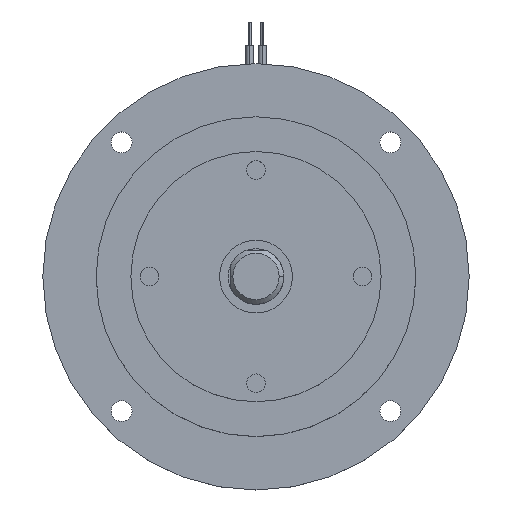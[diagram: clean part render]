
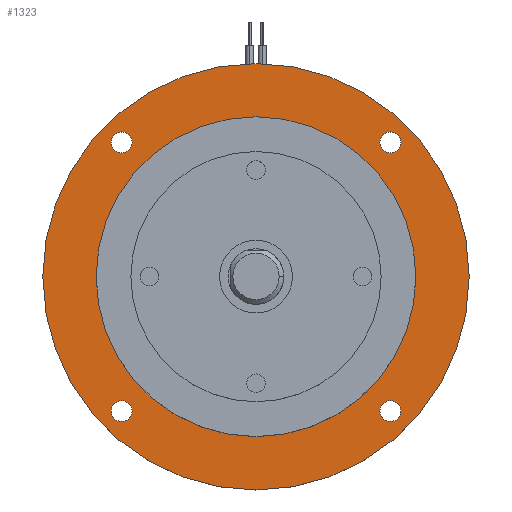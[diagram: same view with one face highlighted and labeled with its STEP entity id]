
A CAD part, top view. The second image highlights one B-rep face of the part: STEP entity #1323.
In plain terms, the highlighted planar face has unit normal (0, 0, 1).
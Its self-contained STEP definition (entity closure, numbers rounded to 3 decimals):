
#19 = DIRECTION ( 'NONE',  ( 1., 0., 0. ) ) ;
#29 = EDGE_CURVE ( 'NONE', #1656, #559, #1891, .T. ) ;
#58 = CIRCLE ( 'NONE', #574, 34.5 ) ;
#68 = CARTESIAN_POINT ( 'NONE',  ( 0., 0., 69. ) ) ;
#83 = ORIENTED_EDGE ( 'NONE', *, *, #1564, .F. ) ;
#84 = DIRECTION ( 'NONE',  ( 0., 0., 1. ) ) ;
#86 = CARTESIAN_POINT ( 'NONE',  ( 0., 0., 69. ) ) ;
#94 = DIRECTION ( 'NONE',  ( 1., 0., 0. ) ) ;
#131 = FACE_BOUND ( 'NONE', #2095, .T. ) ;
#140 = CIRCLE ( 'NONE', #2305, 46. ) ;
#149 = CARTESIAN_POINT ( 'NONE',  ( 28.991, -28.991, 69. ) ) ;
#156 = VERTEX_POINT ( 'NONE', #522 ) ;
#207 = EDGE_CURVE ( 'NONE', #263, #1489, #58, .T. ) ;
#215 = CARTESIAN_POINT ( 'NONE',  ( -28.991, 28.991, 69. ) ) ;
#255 = DIRECTION ( 'NONE',  ( 1., 0., 0. ) ) ;
#263 = VERTEX_POINT ( 'NONE', #963 ) ;
#292 = PLANE ( 'NONE',  #1529 ) ;
#300 = DIRECTION ( 'NONE',  ( 0., 0., 1. ) ) ;
#314 = EDGE_LOOP ( 'NONE', ( #1465, #83 ) ) ;
#315 = VERTEX_POINT ( 'NONE', #2380 ) ;
#334 = ORIENTED_EDGE ( 'NONE', *, *, #790, .T. ) ;
#387 = CIRCLE ( 'NONE', #944, 34.5 ) ;
#422 = CARTESIAN_POINT ( 'NONE',  ( 0., 0., 69. ) ) ;
#430 = EDGE_CURVE ( 'NONE', #315, #2394, #779, .T. ) ;
#435 = DIRECTION ( 'NONE',  ( 1., 0., 0. ) ) ;
#461 = EDGE_CURVE ( 'NONE', #1489, #263, #387, .T. ) ;
#483 = AXIS2_PLACEMENT_3D ( 'NONE', #1169, #2314, #2361 ) ;
#505 = EDGE_LOOP ( 'NONE', ( #1364, #826 ) ) ;
#506 = DIRECTION ( 'NONE',  ( -1., 0., 0. ) ) ;
#511 = CARTESIAN_POINT ( 'NONE',  ( 28.991, 26.741, 69. ) ) ;
#522 = CARTESIAN_POINT ( 'NONE',  ( 28.991, 31.241, 69. ) ) ;
#559 = VERTEX_POINT ( 'NONE', #2400 ) ;
#574 = AXIS2_PLACEMENT_3D ( 'NONE', #86, #2002, #1225 ) ;
#580 = DIRECTION ( 'NONE',  ( 0., 0., 1. ) ) ;
#583 = CARTESIAN_POINT ( 'NONE',  ( -31.241, 28.991, 69. ) ) ;
#587 = CIRCLE ( 'NONE', #483, 2.25 ) ;
#607 = DIRECTION ( 'NONE',  ( 0., 0., 1. ) ) ;
#612 = EDGE_LOOP ( 'NONE', ( #1102, #334 ) ) ;
#618 = AXIS2_PLACEMENT_3D ( 'NONE', #1140, #2358, #2279 ) ;
#657 = CARTESIAN_POINT ( 'NONE',  ( -28.991, -28.991, 69. ) ) ;
#661 = EDGE_CURVE ( 'NONE', #559, #1656, #883, .T. ) ;
#667 = DIRECTION ( 'NONE',  ( 0., 0., 1. ) ) ;
#675 = DIRECTION ( 'NONE',  ( 0., -1., 0. ) ) ;
#682 = VERTEX_POINT ( 'NONE', #1709 ) ;
#689 = CIRCLE ( 'NONE', #2000, 2.25 ) ;
#691 = DIRECTION ( 'NONE',  ( 0., 0., 1. ) ) ;
#706 = VERTEX_POINT ( 'NONE', #583 ) ;
#713 = CARTESIAN_POINT ( 'NONE',  ( 28.991, 28.991, 69. ) ) ;
#742 = EDGE_CURVE ( 'NONE', #767, #1283, #810, .T. ) ;
#767 = VERTEX_POINT ( 'NONE', #1164 ) ;
#779 = CIRCLE ( 'NONE', #1239, 46. ) ;
#786 = EDGE_CURVE ( 'NONE', #682, #706, #2107, .T. ) ;
#790 = EDGE_CURVE ( 'NONE', #2394, #315, #140, .T. ) ;
#810 = CIRCLE ( 'NONE', #618, 2.25 ) ;
#826 = ORIENTED_EDGE ( 'NONE', *, *, #461, .F. ) ;
#829 = DIRECTION ( 'NONE',  ( 0., 1., 0. ) ) ;
#883 = CIRCLE ( 'NONE', #1092, 2.25 ) ;
#884 = DIRECTION ( 'NONE',  ( 0., 0., 1. ) ) ;
#905 = CIRCLE ( 'NONE', #2340, 2.25 ) ;
#944 = AXIS2_PLACEMENT_3D ( 'NONE', #1972, #607, #1763 ) ;
#954 = EDGE_CURVE ( 'NONE', #1745, #156, #905, .T. ) ;
#956 = DIRECTION ( 'NONE',  ( -1., 0., 0. ) ) ;
#963 = CARTESIAN_POINT ( 'NONE',  ( -34.5, 0., 69. ) ) ;
#979 = DIRECTION ( 'NONE',  ( 1., 0., 0. ) ) ;
#1006 = ORIENTED_EDGE ( 'NONE', *, *, #742, .F. ) ;
#1026 = CARTESIAN_POINT ( 'NONE',  ( 46., 0., 69. ) ) ;
#1037 = EDGE_LOOP ( 'NONE', ( #1006, #1641 ) ) ;
#1077 = FACE_BOUND ( 'NONE', #505, .T. ) ;
#1092 = AXIS2_PLACEMENT_3D ( 'NONE', #2312, #1307, #956 ) ;
#1102 = ORIENTED_EDGE ( 'NONE', *, *, #430, .T. ) ;
#1131 = FACE_BOUND ( 'NONE', #314, .T. ) ;
#1140 = CARTESIAN_POINT ( 'NONE',  ( -28.991, -28.991, 69. ) ) ;
#1164 = CARTESIAN_POINT ( 'NONE',  ( -28.991, -26.741, 69. ) ) ;
#1169 = CARTESIAN_POINT ( 'NONE',  ( 28.991, 28.991, 69. ) ) ;
#1175 = CARTESIAN_POINT ( 'NONE',  ( -28.991, -31.241, 69. ) ) ;
#1211 = CARTESIAN_POINT ( 'NONE',  ( 31.241, -28.991, 69. ) ) ;
#1225 = DIRECTION ( 'NONE',  ( 1., 0., 0. ) ) ;
#1239 = AXIS2_PLACEMENT_3D ( 'NONE', #422, #1579, #255 ) ;
#1283 = VERTEX_POINT ( 'NONE', #1175 ) ;
#1307 = DIRECTION ( 'NONE',  ( 0., 0., 1. ) ) ;
#1323 = ADVANCED_FACE ( 'NONE', ( #1131, #131, #2149, #2097, #1581, #1077 ), #292, .T. ) ;
#1324 = EDGE_CURVE ( 'NONE', #1283, #767, #2042, .T. ) ;
#1364 = ORIENTED_EDGE ( 'NONE', *, *, #207, .F. ) ;
#1367 = AXIS2_PLACEMENT_3D ( 'NONE', #215, #1369, #979 ) ;
#1369 = DIRECTION ( 'NONE',  ( 0., 0., 1. ) ) ;
#1399 = AXIS2_PLACEMENT_3D ( 'NONE', #149, #580, #506 ) ;
#1440 = CARTESIAN_POINT ( 'NONE',  ( 0., 0., 69. ) ) ;
#1465 = ORIENTED_EDGE ( 'NONE', *, *, #954, .F. ) ;
#1489 = VERTEX_POINT ( 'NONE', #1639 ) ;
#1492 = ORIENTED_EDGE ( 'NONE', *, *, #2157, .F. ) ;
#1529 = AXIS2_PLACEMENT_3D ( 'NONE', #68, #300, #435 ) ;
#1564 = EDGE_CURVE ( 'NONE', #156, #1745, #587, .T. ) ;
#1579 = DIRECTION ( 'NONE',  ( 0., 0., 1. ) ) ;
#1581 = FACE_OUTER_BOUND ( 'NONE', #612, .T. ) ;
#1587 = ORIENTED_EDGE ( 'NONE', *, *, #786, .F. ) ;
#1639 = CARTESIAN_POINT ( 'NONE',  ( 34.5, 0., 69. ) ) ;
#1641 = ORIENTED_EDGE ( 'NONE', *, *, #1324, .F. ) ;
#1656 = VERTEX_POINT ( 'NONE', #1211 ) ;
#1709 = CARTESIAN_POINT ( 'NONE',  ( -26.741, 28.991, 69. ) ) ;
#1745 = VERTEX_POINT ( 'NONE', #511 ) ;
#1760 = EDGE_LOOP ( 'NONE', ( #1587, #1492 ) ) ;
#1763 = DIRECTION ( 'NONE',  ( 1., 0., 0. ) ) ;
#1797 = CARTESIAN_POINT ( 'NONE',  ( -28.991, 28.991, 69. ) ) ;
#1891 = CIRCLE ( 'NONE', #1399, 2.25 ) ;
#1972 = CARTESIAN_POINT ( 'NONE',  ( 0., 0., 69. ) ) ;
#2000 = AXIS2_PLACEMENT_3D ( 'NONE', #1797, #84, #94 ) ;
#2002 = DIRECTION ( 'NONE',  ( 0., 0., 1. ) ) ;
#2042 = CIRCLE ( 'NONE', #2123, 2.25 ) ;
#2064 = ORIENTED_EDGE ( 'NONE', *, *, #661, .F. ) ;
#2095 = EDGE_LOOP ( 'NONE', ( #2064, #2443 ) ) ;
#2097 = FACE_BOUND ( 'NONE', #1760, .T. ) ;
#2107 = CIRCLE ( 'NONE', #1367, 2.25 ) ;
#2123 = AXIS2_PLACEMENT_3D ( 'NONE', #657, #667, #829 ) ;
#2149 = FACE_BOUND ( 'NONE', #1037, .T. ) ;
#2157 = EDGE_CURVE ( 'NONE', #706, #682, #689, .T. ) ;
#2279 = DIRECTION ( 'NONE',  ( 0., 1., 0. ) ) ;
#2305 = AXIS2_PLACEMENT_3D ( 'NONE', #1440, #884, #19 ) ;
#2312 = CARTESIAN_POINT ( 'NONE',  ( 28.991, -28.991, 69. ) ) ;
#2314 = DIRECTION ( 'NONE',  ( 0., 0., 1. ) ) ;
#2340 = AXIS2_PLACEMENT_3D ( 'NONE', #713, #691, #675 ) ;
#2358 = DIRECTION ( 'NONE',  ( 0., 0., 1. ) ) ;
#2361 = DIRECTION ( 'NONE',  ( 0., -1., 0. ) ) ;
#2380 = CARTESIAN_POINT ( 'NONE',  ( -46., 0., 69. ) ) ;
#2394 = VERTEX_POINT ( 'NONE', #1026 ) ;
#2400 = CARTESIAN_POINT ( 'NONE',  ( 26.741, -28.991, 69. ) ) ;
#2443 = ORIENTED_EDGE ( 'NONE', *, *, #29, .F. ) ;
